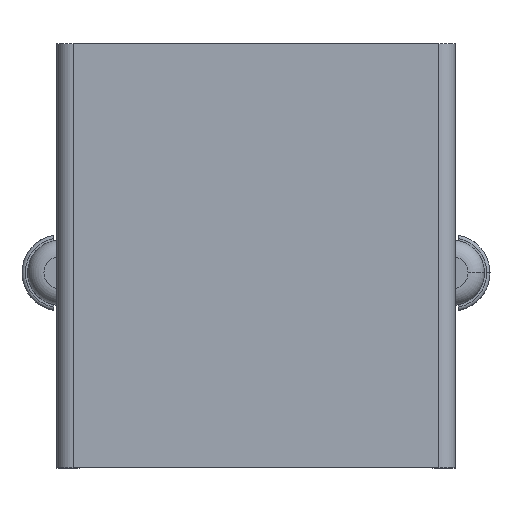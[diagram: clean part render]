
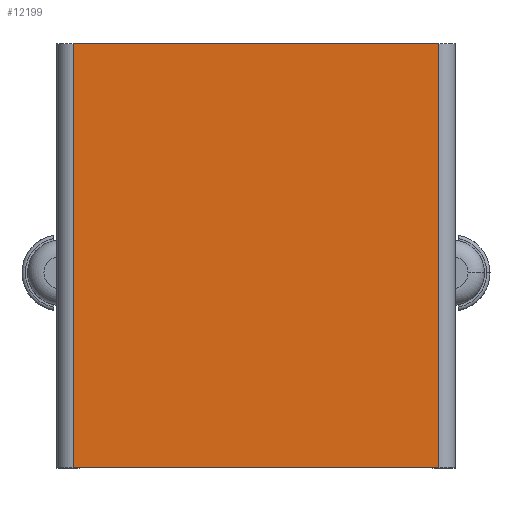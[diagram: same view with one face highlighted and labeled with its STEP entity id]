
A CAD part, top view. The second image highlights one B-rep face of the part: STEP entity #12199.
In plain terms, the highlighted planar face has unit normal (0, 0, 1).
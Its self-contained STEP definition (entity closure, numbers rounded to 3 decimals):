
#2591 = CYLINDRICAL_SURFACE('',#2592,0.5);
#2592 = AXIS2_PLACEMENT_3D('',#2593,#2594,#2595);
#2593 = CARTESIAN_POINT('',(-5.6,0.,14.));
#2594 = DIRECTION('',(0.,1.,0.));
#2595 = DIRECTION('',(-1.,0.,0.));
#2619 = PLANE('',#2620);
#2620 = AXIS2_PLACEMENT_3D('',#2621,#2622,#2623);
#2621 = CARTESIAN_POINT('',(-6.1,0.,0.));
#2622 = DIRECTION('',(0.,1.,0.));
#2623 = DIRECTION('',(0.,0.,1.));
#2712 = PLANE('',#2713);
#2713 = AXIS2_PLACEMENT_3D('',#2714,#2715,#2716);
#2714 = CARTESIAN_POINT('',(-6.1,13.,0.));
#2715 = DIRECTION('',(0.,1.,0.));
#2716 = DIRECTION('',(0.,0.,1.));
#5522 = VERTEX_POINT('',#5523);
#5523 = CARTESIAN_POINT('',(-5.6,0.,14.5));
#5545 = EDGE_CURVE('',#5522,#5546,#5548,.T.);
#5546 = VERTEX_POINT('',#5547);
#5547 = CARTESIAN_POINT('',(-5.6,13.,14.5));
#5548 = SURFACE_CURVE('',#5549,(#5553,#5560),.PCURVE_S1.);
#5549 = LINE('',#5550,#5551);
#5550 = CARTESIAN_POINT('',(-5.6,0.,14.5));
#5551 = VECTOR('',#5552,1.);
#5552 = DIRECTION('',(0.,1.,0.));
#5553 = PCURVE('',#2591,#5554);
#5554 = DEFINITIONAL_REPRESENTATION('',(#5555),#5559);
#5555 = LINE('',#5556,#5557);
#5556 = CARTESIAN_POINT('',(1.571,0.));
#5557 = VECTOR('',#5558,1.);
#5558 = DIRECTION('',(0.,1.));
#5559 = ( GEOMETRIC_REPRESENTATION_CONTEXT(2) 
PARAMETRIC_REPRESENTATION_CONTEXT() REPRESENTATION_CONTEXT('2D SPACE',''
  ) );
#5560 = PCURVE('',#5561,#5566);
#5561 = PLANE('',#5562);
#5562 = AXIS2_PLACEMENT_3D('',#5563,#5564,#5565);
#5563 = CARTESIAN_POINT('',(-6.1,0.,14.5));
#5564 = DIRECTION('',(0.,0.,1.));
#5565 = DIRECTION('',(1.,0.,0.));
#5566 = DEFINITIONAL_REPRESENTATION('',(#5567),#5571);
#5567 = LINE('',#5568,#5569);
#5568 = CARTESIAN_POINT('',(0.5,0.));
#5569 = VECTOR('',#5570,1.);
#5570 = DIRECTION('',(0.,1.));
#5571 = ( GEOMETRIC_REPRESENTATION_CONTEXT(2) 
PARAMETRIC_REPRESENTATION_CONTEXT() REPRESENTATION_CONTEXT('2D SPACE',''
  ) );
#5601 = EDGE_CURVE('',#5546,#5602,#5604,.T.);
#5602 = VERTEX_POINT('',#5603);
#5603 = CARTESIAN_POINT('',(5.6,13.,14.5));
#5604 = SURFACE_CURVE('',#5605,(#5609,#5616),.PCURVE_S1.);
#5605 = LINE('',#5606,#5607);
#5606 = CARTESIAN_POINT('',(-6.1,13.,14.5));
#5607 = VECTOR('',#5608,1.);
#5608 = DIRECTION('',(1.,0.,0.));
#5609 = PCURVE('',#2712,#5610);
#5610 = DEFINITIONAL_REPRESENTATION('',(#5611),#5615);
#5611 = LINE('',#5612,#5613);
#5612 = CARTESIAN_POINT('',(14.5,0.));
#5613 = VECTOR('',#5614,1.);
#5614 = DIRECTION('',(0.,1.));
#5615 = ( GEOMETRIC_REPRESENTATION_CONTEXT(2) 
PARAMETRIC_REPRESENTATION_CONTEXT() REPRESENTATION_CONTEXT('2D SPACE',''
  ) );
#5616 = PCURVE('',#5561,#5617);
#5617 = DEFINITIONAL_REPRESENTATION('',(#5618),#5622);
#5618 = LINE('',#5619,#5620);
#5619 = CARTESIAN_POINT('',(0.,13.));
#5620 = VECTOR('',#5621,1.);
#5621 = DIRECTION('',(1.,0.));
#5622 = ( GEOMETRIC_REPRESENTATION_CONTEXT(2) 
PARAMETRIC_REPRESENTATION_CONTEXT() REPRESENTATION_CONTEXT('2D SPACE',''
  ) );
#5641 = CYLINDRICAL_SURFACE('',#5642,0.5);
#5642 = AXIS2_PLACEMENT_3D('',#5643,#5644,#5645);
#5643 = CARTESIAN_POINT('',(5.6,0.,14.));
#5644 = DIRECTION('',(0.,1.,0.));
#5645 = DIRECTION('',(0.,0.,1.));
#6502 = EDGE_CURVE('',#5522,#6503,#6505,.T.);
#6503 = VERTEX_POINT('',#6504);
#6504 = CARTESIAN_POINT('',(5.6,0.,14.5));
#6505 = SURFACE_CURVE('',#6506,(#6510,#6517),.PCURVE_S1.);
#6506 = LINE('',#6507,#6508);
#6507 = CARTESIAN_POINT('',(-6.1,0.,14.5));
#6508 = VECTOR('',#6509,1.);
#6509 = DIRECTION('',(1.,0.,0.));
#6510 = PCURVE('',#2619,#6511);
#6511 = DEFINITIONAL_REPRESENTATION('',(#6512),#6516);
#6512 = LINE('',#6513,#6514);
#6513 = CARTESIAN_POINT('',(14.5,0.));
#6514 = VECTOR('',#6515,1.);
#6515 = DIRECTION('',(0.,1.));
#6516 = ( GEOMETRIC_REPRESENTATION_CONTEXT(2) 
PARAMETRIC_REPRESENTATION_CONTEXT() REPRESENTATION_CONTEXT('2D SPACE',''
  ) );
#6517 = PCURVE('',#5561,#6518);
#6518 = DEFINITIONAL_REPRESENTATION('',(#6519),#6523);
#6519 = LINE('',#6520,#6521);
#6520 = CARTESIAN_POINT('',(0.,0.));
#6521 = VECTOR('',#6522,1.);
#6522 = DIRECTION('',(1.,0.));
#6523 = ( GEOMETRIC_REPRESENTATION_CONTEXT(2) 
PARAMETRIC_REPRESENTATION_CONTEXT() REPRESENTATION_CONTEXT('2D SPACE',''
  ) );
#12199 = ADVANCED_FACE('',(#12200),#5561,.T.);
#12200 = FACE_BOUND('',#12201,.T.);
#12201 = EDGE_LOOP('',(#12202,#12203,#12204,#12205));
#12202 = ORIENTED_EDGE('',*,*,#5601,.F.);
#12203 = ORIENTED_EDGE('',*,*,#5545,.F.);
#12204 = ORIENTED_EDGE('',*,*,#6502,.T.);
#12205 = ORIENTED_EDGE('',*,*,#12206,.T.);
#12206 = EDGE_CURVE('',#6503,#5602,#12207,.T.);
#12207 = SURFACE_CURVE('',#12208,(#12212,#12219),.PCURVE_S1.);
#12208 = LINE('',#12209,#12210);
#12209 = CARTESIAN_POINT('',(5.6,0.,14.5));
#12210 = VECTOR('',#12211,1.);
#12211 = DIRECTION('',(0.,1.,0.));
#12212 = PCURVE('',#5561,#12213);
#12213 = DEFINITIONAL_REPRESENTATION('',(#12214),#12218);
#12214 = LINE('',#12215,#12216);
#12215 = CARTESIAN_POINT('',(11.7,0.));
#12216 = VECTOR('',#12217,1.);
#12217 = DIRECTION('',(0.,1.));
#12218 = ( GEOMETRIC_REPRESENTATION_CONTEXT(2) 
PARAMETRIC_REPRESENTATION_CONTEXT() REPRESENTATION_CONTEXT('2D SPACE',''
  ) );
#12219 = PCURVE('',#5641,#12220);
#12220 = DEFINITIONAL_REPRESENTATION('',(#12221),#12225);
#12221 = LINE('',#12222,#12223);
#12222 = CARTESIAN_POINT('',(0.,0.));
#12223 = VECTOR('',#12224,1.);
#12224 = DIRECTION('',(0.,1.));
#12225 = ( GEOMETRIC_REPRESENTATION_CONTEXT(2) 
PARAMETRIC_REPRESENTATION_CONTEXT() REPRESENTATION_CONTEXT('2D SPACE',''
  ) );
